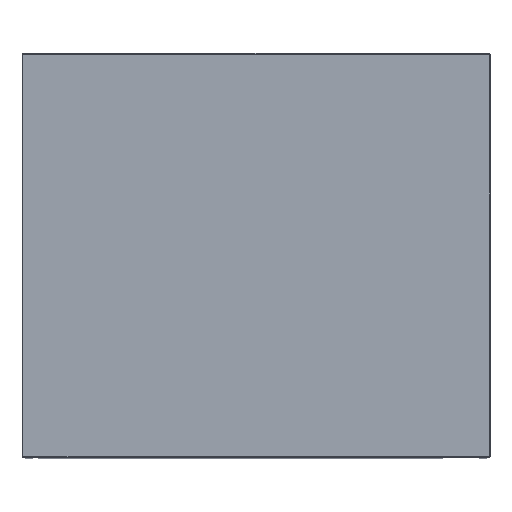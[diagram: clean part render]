
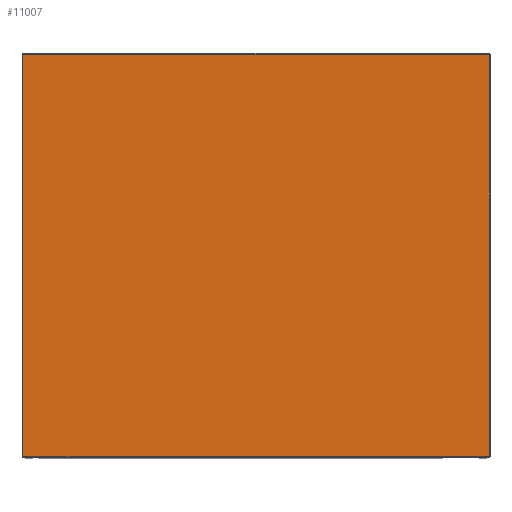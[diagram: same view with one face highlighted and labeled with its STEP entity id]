
A CAD part, top view. The second image highlights one B-rep face of the part: STEP entity #11007.
In plain terms, the highlighted planar face has unit normal (0, 0, 1).
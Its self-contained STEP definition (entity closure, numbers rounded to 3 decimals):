
#10688=CARTESIAN_POINT('',(2402.311,3827.655,1538.0));
#10689=VERTEX_POINT('',#10688);
#10696=CARTESIAN_POINT('',(2402.311,3480.917,1538.0));
#10697=VERTEX_POINT('',#10696);
#10698=CARTESIAN_POINT('',(2402.311,3827.655,1538.0));
#10699=DIRECTION('',(0.0,-1.0,0.0));
#10700=VECTOR('',#10699,346.737);
#10701=LINE('',#10698,#10700);
#10702=EDGE_CURVE('',#10689,#10697,#10701,.T.);
#10726=CARTESIAN_POINT('',(2401.98,3827.986,1538.0));
#10727=VERTEX_POINT('',#10726);
#10734=CARTESIAN_POINT('',(2401.98,3827.986,1538.0));
#10735=DIRECTION('',(0.707,-0.707,0.0));
#10736=VECTOR('',#10735,0.469);
#10737=LINE('',#10734,#10736);
#10738=EDGE_CURVE('',#10727,#10689,#10737,.T.);
#10757=CARTESIAN_POINT('',(2000.243,3827.986,1538.0));
#10758=VERTEX_POINT('',#10757);
#10765=CARTESIAN_POINT('',(2000.243,3827.986,1538.0));
#10766=DIRECTION('',(1.0,0.0,0.0));
#10767=VECTOR('',#10766,401.737);
#10768=LINE('',#10765,#10767);
#10769=EDGE_CURVE('',#10758,#10727,#10768,.T.);
#10788=CARTESIAN_POINT('',(1999.911,3827.655,1538.0));
#10789=VERTEX_POINT('',#10788);
#10796=CARTESIAN_POINT('',(1999.911,3827.655,1538.0));
#10797=DIRECTION('',(0.707,0.707,0.0));
#10798=VECTOR('',#10797,0.469);
#10799=LINE('',#10796,#10798);
#10800=EDGE_CURVE('',#10789,#10758,#10799,.T.);
#10811=CARTESIAN_POINT('',(1999.911,3480.586,1538.0));
#10812=VERTEX_POINT('',#10811);
#10813=CARTESIAN_POINT('',(1999.911,3480.586,1538.0));
#10814=DIRECTION('',(0.0,1.0,0.0));
#10815=VECTOR('',#10814,347.069);
#10816=LINE('',#10813,#10815);
#10817=EDGE_CURVE('',#10812,#10789,#10816,.T.);
#10842=CARTESIAN_POINT('',(2401.98,3480.586,1538.0));
#10843=VERTEX_POINT('',#10842);
#10844=CARTESIAN_POINT('',(2401.98,3480.586,1538.0));
#10845=DIRECTION('',(-1.0,0.0,0.0));
#10846=VECTOR('',#10845,402.069);
#10847=LINE('',#10844,#10846);
#10848=EDGE_CURVE('',#10843,#10812,#10847,.T.);
#10873=CARTESIAN_POINT('',(2402.311,3480.917,1538.0));
#10874=DIRECTION('',(-0.707,-0.707,0.0));
#10875=VECTOR('',#10874,0.469);
#10876=LINE('',#10873,#10875);
#10877=EDGE_CURVE('',#10697,#10843,#10876,.T.);
#10993=CARTESIAN_POINT('',(2201.111,3827.987,1538.0));
#10994=DIRECTION('',(0.0,0.0,1.0));
#10995=DIRECTION('',(1.0,0.0,0.0));
#10996=AXIS2_PLACEMENT_3D('',#10993,#10994,#10995);
#10997=PLANE('',#10996);
#10998=ORIENTED_EDGE('',*,*,#10702,.F.);
#10999=ORIENTED_EDGE('',*,*,#10738,.F.);
#11000=ORIENTED_EDGE('',*,*,#10769,.F.);
#11001=ORIENTED_EDGE('',*,*,#10800,.F.);
#11002=ORIENTED_EDGE('',*,*,#10817,.F.);
#11003=ORIENTED_EDGE('',*,*,#10848,.F.);
#11004=ORIENTED_EDGE('',*,*,#10877,.F.);
#11005=EDGE_LOOP('',(#10998,#10999,#11000,#11001,#11002,#11003,#11004));
#11006=FACE_OUTER_BOUND('',#11005,.T.);
#11007=ADVANCED_FACE('',(#11006),#10997,.T.);
